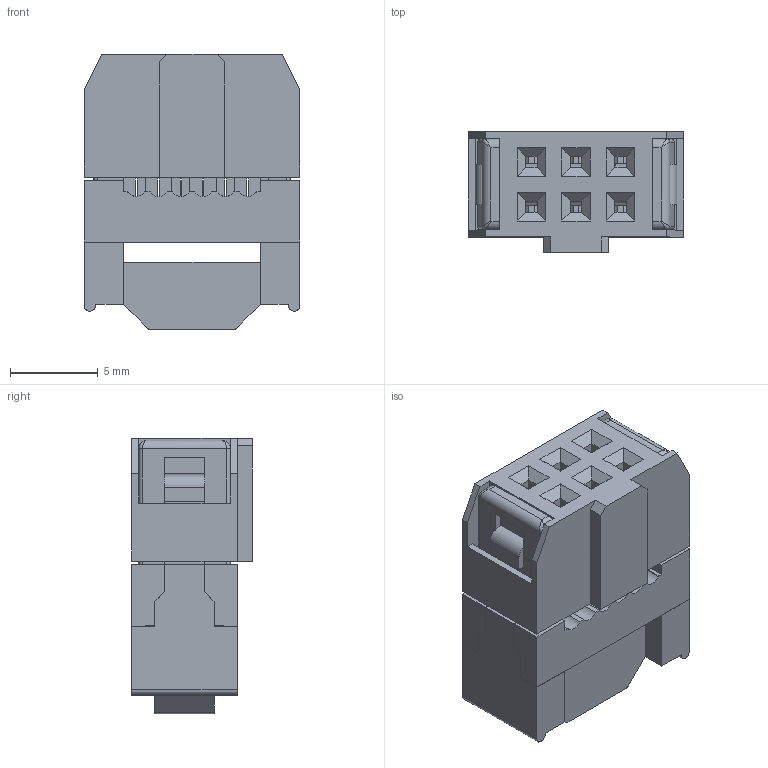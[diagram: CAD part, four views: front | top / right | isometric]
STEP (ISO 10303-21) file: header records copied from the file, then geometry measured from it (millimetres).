
FILE_DESCRIPTION( ( 'Unknown' ), '1' );
FILE_NAME( '61200623021_catch.stp', 'Unknown', ( 'Quentin LAIDEBEUR' ), ( 'WE' ), 'PSStep 15.0.49', 'Sample-box', ' ' );
FILE_SCHEMA( ( 'AUTOMOTIVE_DESIGN { 1 0 10303 214 1 1 1 1 }' ) );
Length unit declared in the file: millimetre
Products named in the file (5): Assem1; Gehäuse; Kabelklemme; Verschluss; Pin
Assembly tree (9 placements, depth 2):
  Assem1
    Gehäuse
    Kabelklemme
    Verschluss
    Pin  x6
Bounding box: 12.3 x 6.86 x 15.7 mm (x, y, z)
Volume: 878.1 mm3; surface area: 1813.1 mm2
Topology: 9 solids, 9 shells, 545 faces, 1508 edges, 972 vertices
Faces by surface type: plane 408, cylinder 114, extrusion 11, sphere 4, torus 4, bspline 4
Entity records: 16553 total; most frequent: CARTESIAN_POINT 3031, ORIENTED_EDGE 2218, DIRECTION 1978, EDGE_CURVE 1109, VECTOR 912, LINE 901, VERTEX_POINT 712, AXIS2_PLACEMENT_3D 533
